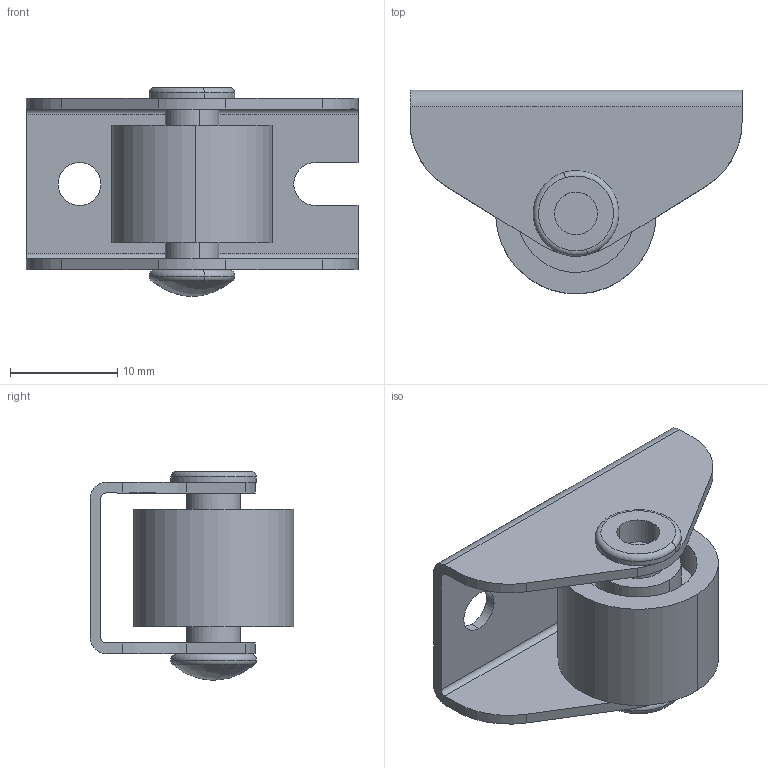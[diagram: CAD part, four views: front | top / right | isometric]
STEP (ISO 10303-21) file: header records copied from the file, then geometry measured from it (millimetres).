
FILE_DESCRIPTION(('STEP AP203'),'1');
FILE_NAME('e50_015.stp','2022-07-23T19:27:55',('TraceParts'),('TraceParts S.A.'),'Spatial InterOp 3D',' ',' ');
FILE_SCHEMA(('CONFIG_CONTROL_DESIGN'));
Length unit declared in the file: millimetre
Products named in the file (1): 1
Bounding box: 31 x 19.02 x 19.5 mm (x, y, z)
Volume: 2919.6 mm3; surface area: 4115 mm2
Topology: 3 solids, 3 shells, 68 faces, 162 edges, 107 vertices
Faces by surface type: cylinder 35, plane 25, torus 6, sphere 2
Entity records: 2078 total; most frequent: DIRECTION 392, CARTESIAN_POINT 340, ORIENTED_EDGE 324, EDGE_CURVE 162, AXIS2_PLACEMENT_3D 159, VERTEX_POINT 107, CIRCLE 88, EDGE_LOOP 83
